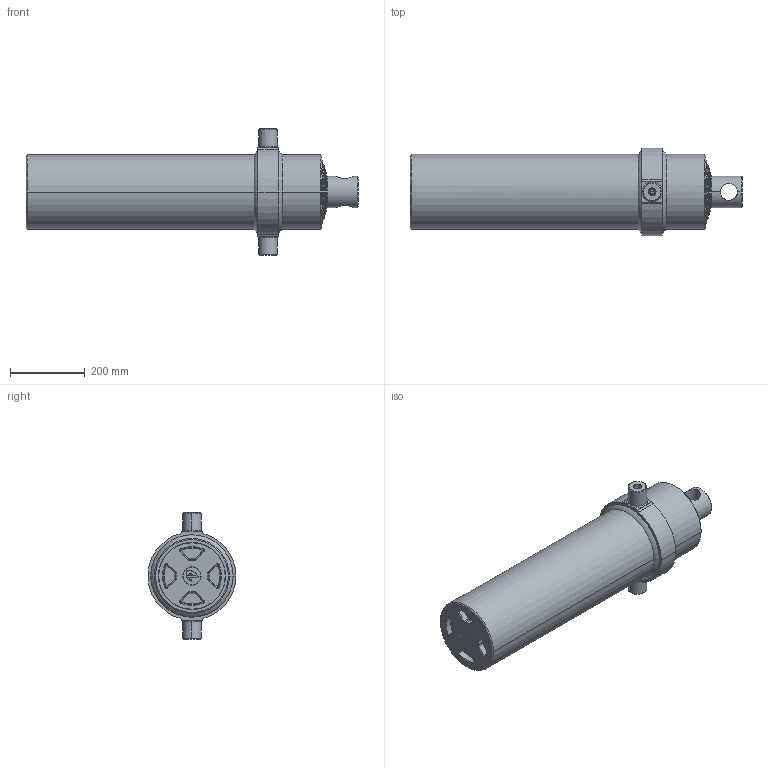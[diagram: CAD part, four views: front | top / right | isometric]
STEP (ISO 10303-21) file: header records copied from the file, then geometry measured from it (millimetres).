
FILE_DESCRIPTION (( 'STEP AP203' ), '1' );
FILE_NAME ('529.I.STEP', '2015-10-27T12:49:09', ( '' ), ( '' ), 'SwSTEP 2.0', 'SolidWorks 2013', '' );
FILE_SCHEMA (( 'CONFIG_CONTROL_DESIGN' ));
Length unit declared in the file: millimetre
Products named in the file (1): 529.I
Bounding box: 890 x 235.56 x 338 mm (x, y, z)
Surface area: 2162898.5 mm2 (no closed solid volume)
Topology: 0 solids, 18 shells, 260 faces, 690 edges, 441 vertices
Faces by surface type: cylinder 83, cone 66, torus 66, plane 39, bspline 6
Entity records: 9849 total; most frequent: CARTESIAN_POINT 3216, DIRECTION 1550, ORIENTED_EDGE 1207, EDGE_CURVE 690, AXIS2_PLACEMENT_3D 664, VERTEX_POINT 441, CIRCLE 409, EDGE_LOOP 281
